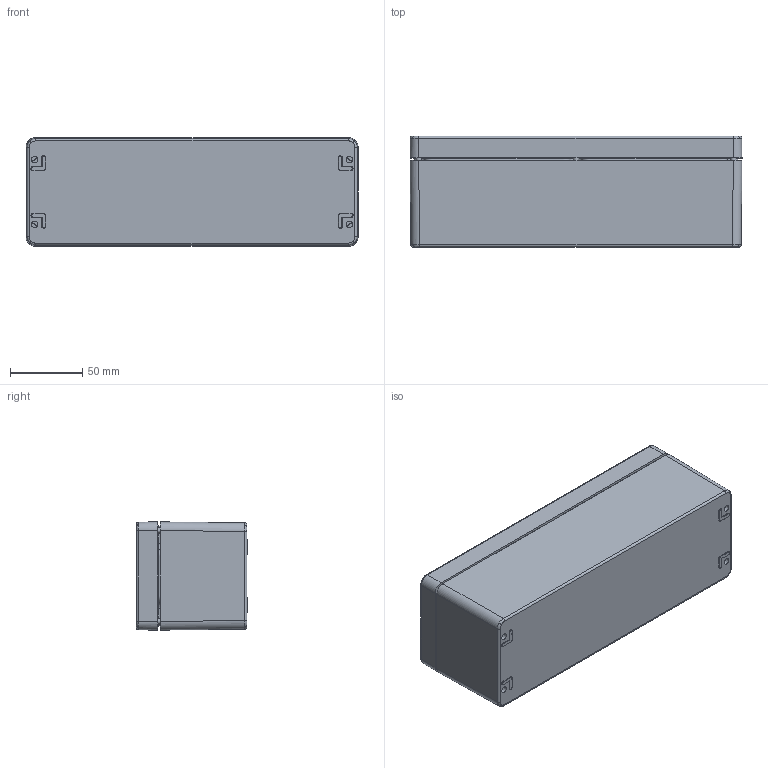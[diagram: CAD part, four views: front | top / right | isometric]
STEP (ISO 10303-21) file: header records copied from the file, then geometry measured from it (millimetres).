
FILE_DESCRIPTION(/* description */ ('Polyester-Gehäuse 230x75x55 mm'),/* implementation_level */ '2;1');
FILE_NAME(/* name */ '07230808010-RST.stp',/* time_stamp */ '2021-09-02T14:28:41+02:00',/* author */ ('sl'),/* organization */ (''),/* preprocessor_version */ 'ST-DEVELOPER v16.5',/* originating_system */ 'Autodesk Inventor 2017',/* authorisation */ '');
FILE_SCHEMA (('AUTOMOTIVE_DESIGN { 1 0 10303 214 3 1 1 }'));
Products named in the file (8): 07_230808_010; 07_230808_010_1; 07_230808_010_2; 07_230808_010_3; 21045-Unterteil_Standard; 86221_Standard; 86223_Standard; 07_230808_010_4
Assembly tree (18 placements, depth 3):
  07_230808_010
    07_230808_010_1
    07_230808_010_2
    07_230808_010_4  x6
    07_230808_010_3
      21045-Unterteil_Standard
      86223_Standard  x6
      86221_Standard  x2
Bounding box: 230 x 77.2 x 75 mm (x, y, z)
Volume: 388700.6 mm3; surface area: 172711.6 mm2
Topology: 17 solids, 17 shells, 1272 faces, 3038 edges, 1824 vertices
Faces by surface type: bspline 412, plane 360, cylinder 280, cone 124, torus 92, sphere 4
Full cylindrical faces by diameter (mm): 3.3 x8, 3.52 x6, 4 x6, 4.5 x2, 5 x8, 5.5 x6
Entity records: 53981 total; most frequent: CARTESIAN_POINT 32775, ORIENTED_EDGE 4572, DIRECTION 4108, EDGE_CURVE 2286, AXIS2_PLACEMENT_3D 1720, VERTEX_POINT 1380, EDGE_LOOP 1132, FACE_OUTER_BOUND 1014
